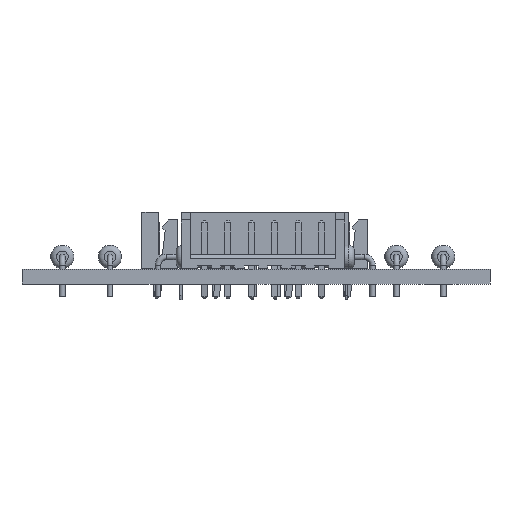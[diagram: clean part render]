
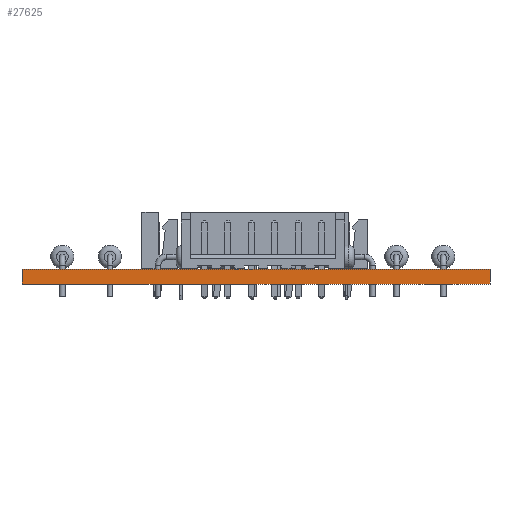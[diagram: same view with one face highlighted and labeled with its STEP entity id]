
A CAD part, left-side view. The second image highlights one B-rep face of the part: STEP entity #27625.
In plain terms, the highlighted planar face has unit normal (-1, 0, 0).
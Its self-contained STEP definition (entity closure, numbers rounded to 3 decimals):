
#27509 = EDGE_CURVE('',#27510,#27512,#27514,.T.);
#27510 = VERTEX_POINT('',#27511);
#27511 = CARTESIAN_POINT('',(0.,0.,0.));
#27512 = VERTEX_POINT('',#27513);
#27513 = CARTESIAN_POINT('',(0.,0.,1.6));
#27514 = SURFACE_CURVE('',#27515,(#27519,#27531),.PCURVE_S1.);
#27515 = LINE('',#27516,#27517);
#27516 = CARTESIAN_POINT('',(0.,0.,0.));
#27517 = VECTOR('',#27518,1.);
#27518 = DIRECTION('',(0.,0.,1.));
#27519 = PCURVE('',#27520,#27525);
#27520 = PLANE('',#27521);
#27521 = AXIS2_PLACEMENT_3D('',#27522,#27523,#27524);
#27522 = CARTESIAN_POINT('',(0.,0.,0.));
#27523 = DIRECTION('',(0.,1.,0.));
#27524 = DIRECTION('',(1.,0.,0.));
#27525 = DEFINITIONAL_REPRESENTATION('',(#27526),#27530);
#27526 = LINE('',#27527,#27528);
#27527 = CARTESIAN_POINT('',(0.,0.));
#27528 = VECTOR('',#27529,1.);
#27529 = DIRECTION('',(0.,-1.));
#27530 = ( GEOMETRIC_REPRESENTATION_CONTEXT(2) 
PARAMETRIC_REPRESENTATION_CONTEXT() REPRESENTATION_CONTEXT('2D SPACE',''
  ) );
#27531 = PCURVE('',#27532,#27537);
#27532 = PLANE('',#27533);
#27533 = AXIS2_PLACEMENT_3D('',#27534,#27535,#27536);
#27534 = CARTESIAN_POINT('',(0.,-50.,0.));
#27535 = DIRECTION('',(-1.,0.,0.));
#27536 = DIRECTION('',(0.,1.,0.));
#27537 = DEFINITIONAL_REPRESENTATION('',(#27538),#27542);
#27538 = LINE('',#27539,#27540);
#27539 = CARTESIAN_POINT('',(50.,0.));
#27540 = VECTOR('',#27541,1.);
#27541 = DIRECTION('',(0.,-1.));
#27542 = ( GEOMETRIC_REPRESENTATION_CONTEXT(2) 
PARAMETRIC_REPRESENTATION_CONTEXT() REPRESENTATION_CONTEXT('2D SPACE',''
  ) );
#27560 = PLANE('',#27561);
#27561 = AXIS2_PLACEMENT_3D('',#27562,#27563,#27564);
#27562 = CARTESIAN_POINT('',(25.,-25.,1.6));
#27563 = DIRECTION('',(0.,0.,-1.));
#27564 = DIRECTION('',(-1.,0.,0.));
#27614 = PLANE('',#27615);
#27615 = AXIS2_PLACEMENT_3D('',#27616,#27617,#27618);
#27616 = CARTESIAN_POINT('',(25.,-25.,0.));
#27617 = DIRECTION('',(0.,0.,-1.));
#27618 = DIRECTION('',(-1.,0.,0.));
#27625 = ADVANCED_FACE('',(#27626),#27532,.T.);
#27626 = FACE_BOUND('',#27627,.T.);
#27627 = EDGE_LOOP('',(#27628,#27658,#27679,#27680));
#27628 = ORIENTED_EDGE('',*,*,#27629,.T.);
#27629 = EDGE_CURVE('',#27630,#27632,#27634,.T.);
#27630 = VERTEX_POINT('',#27631);
#27631 = CARTESIAN_POINT('',(0.,-50.,0.));
#27632 = VERTEX_POINT('',#27633);
#27633 = CARTESIAN_POINT('',(0.,-50.,1.6));
#27634 = SURFACE_CURVE('',#27635,(#27639,#27646),.PCURVE_S1.);
#27635 = LINE('',#27636,#27637);
#27636 = CARTESIAN_POINT('',(0.,-50.,0.));
#27637 = VECTOR('',#27638,1.);
#27638 = DIRECTION('',(0.,0.,1.));
#27639 = PCURVE('',#27532,#27640);
#27640 = DEFINITIONAL_REPRESENTATION('',(#27641),#27645);
#27641 = LINE('',#27642,#27643);
#27642 = CARTESIAN_POINT('',(0.,0.));
#27643 = VECTOR('',#27644,1.);
#27644 = DIRECTION('',(0.,-1.));
#27645 = ( GEOMETRIC_REPRESENTATION_CONTEXT(2) 
PARAMETRIC_REPRESENTATION_CONTEXT() REPRESENTATION_CONTEXT('2D SPACE',''
  ) );
#27646 = PCURVE('',#27647,#27652);
#27647 = PLANE('',#27648);
#27648 = AXIS2_PLACEMENT_3D('',#27649,#27650,#27651);
#27649 = CARTESIAN_POINT('',(50.,-50.,0.));
#27650 = DIRECTION('',(0.,-1.,0.));
#27651 = DIRECTION('',(-1.,0.,0.));
#27652 = DEFINITIONAL_REPRESENTATION('',(#27653),#27657);
#27653 = LINE('',#27654,#27655);
#27654 = CARTESIAN_POINT('',(50.,0.));
#27655 = VECTOR('',#27656,1.);
#27656 = DIRECTION('',(0.,-1.));
#27657 = ( GEOMETRIC_REPRESENTATION_CONTEXT(2) 
PARAMETRIC_REPRESENTATION_CONTEXT() REPRESENTATION_CONTEXT('2D SPACE',''
  ) );
#27658 = ORIENTED_EDGE('',*,*,#27659,.T.);
#27659 = EDGE_CURVE('',#27632,#27512,#27660,.T.);
#27660 = SURFACE_CURVE('',#27661,(#27665,#27672),.PCURVE_S1.);
#27661 = LINE('',#27662,#27663);
#27662 = CARTESIAN_POINT('',(0.,-50.,1.6));
#27663 = VECTOR('',#27664,1.);
#27664 = DIRECTION('',(0.,1.,0.));
#27665 = PCURVE('',#27532,#27666);
#27666 = DEFINITIONAL_REPRESENTATION('',(#27667),#27671);
#27667 = LINE('',#27668,#27669);
#27668 = CARTESIAN_POINT('',(0.,-1.6));
#27669 = VECTOR('',#27670,1.);
#27670 = DIRECTION('',(1.,0.));
#27671 = ( GEOMETRIC_REPRESENTATION_CONTEXT(2) 
PARAMETRIC_REPRESENTATION_CONTEXT() REPRESENTATION_CONTEXT('2D SPACE',''
  ) );
#27672 = PCURVE('',#27560,#27673);
#27673 = DEFINITIONAL_REPRESENTATION('',(#27674),#27678);
#27674 = LINE('',#27675,#27676);
#27675 = CARTESIAN_POINT('',(25.,-25.));
#27676 = VECTOR('',#27677,1.);
#27677 = DIRECTION('',(0.,1.));
#27678 = ( GEOMETRIC_REPRESENTATION_CONTEXT(2) 
PARAMETRIC_REPRESENTATION_CONTEXT() REPRESENTATION_CONTEXT('2D SPACE',''
  ) );
#27679 = ORIENTED_EDGE('',*,*,#27509,.F.);
#27680 = ORIENTED_EDGE('',*,*,#27681,.F.);
#27681 = EDGE_CURVE('',#27630,#27510,#27682,.T.);
#27682 = SURFACE_CURVE('',#27683,(#27687,#27694),.PCURVE_S1.);
#27683 = LINE('',#27684,#27685);
#27684 = CARTESIAN_POINT('',(0.,-50.,0.));
#27685 = VECTOR('',#27686,1.);
#27686 = DIRECTION('',(0.,1.,0.));
#27687 = PCURVE('',#27532,#27688);
#27688 = DEFINITIONAL_REPRESENTATION('',(#27689),#27693);
#27689 = LINE('',#27690,#27691);
#27690 = CARTESIAN_POINT('',(0.,0.));
#27691 = VECTOR('',#27692,1.);
#27692 = DIRECTION('',(1.,0.));
#27693 = ( GEOMETRIC_REPRESENTATION_CONTEXT(2) 
PARAMETRIC_REPRESENTATION_CONTEXT() REPRESENTATION_CONTEXT('2D SPACE',''
  ) );
#27694 = PCURVE('',#27614,#27695);
#27695 = DEFINITIONAL_REPRESENTATION('',(#27696),#27700);
#27696 = LINE('',#27697,#27698);
#27697 = CARTESIAN_POINT('',(25.,-25.));
#27698 = VECTOR('',#27699,1.);
#27699 = DIRECTION('',(0.,1.));
#27700 = ( GEOMETRIC_REPRESENTATION_CONTEXT(2) 
PARAMETRIC_REPRESENTATION_CONTEXT() REPRESENTATION_CONTEXT('2D SPACE',''
  ) );
